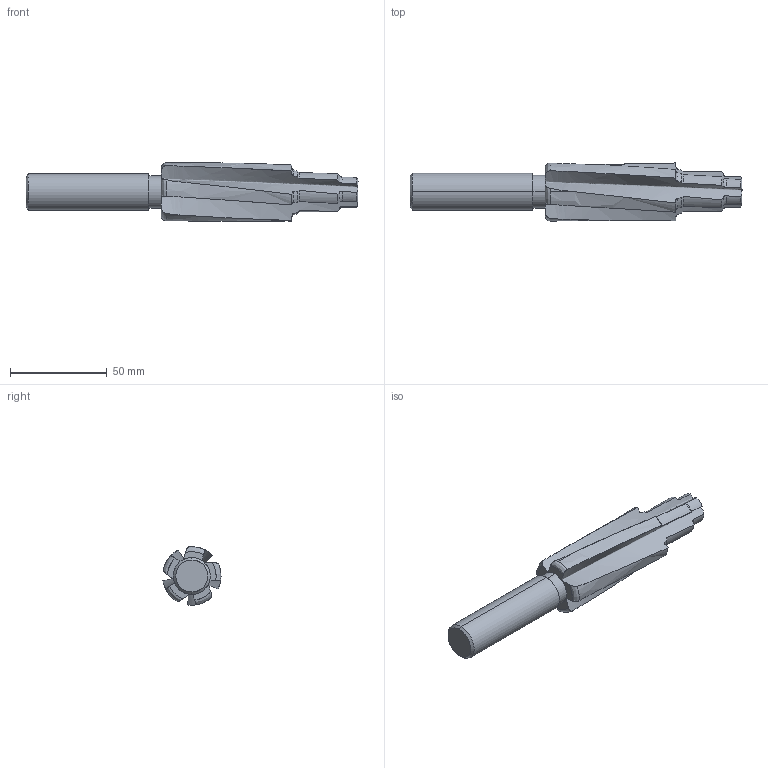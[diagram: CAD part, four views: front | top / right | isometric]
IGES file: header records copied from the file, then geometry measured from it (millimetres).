
Start section: SolidWorks IGES file using analytic representation for surfaces
Global section: file name: CT-10-2FO-HSS.IGS; native system: SolidWorks 2014; preprocessor: SolidWorks 2014; author: martinw; date: 160307.120342; units: inch
Bounding box: 171.45 x 29.98 x 30.2 mm (x, y, z)
Surface area: 16278.8 mm2 (no closed solid volume)
Topology: 0 solids, 0 shells, 71 faces, 1162 edges, 1162 vertices
Faces by surface type: revolution 42, bspline 29
